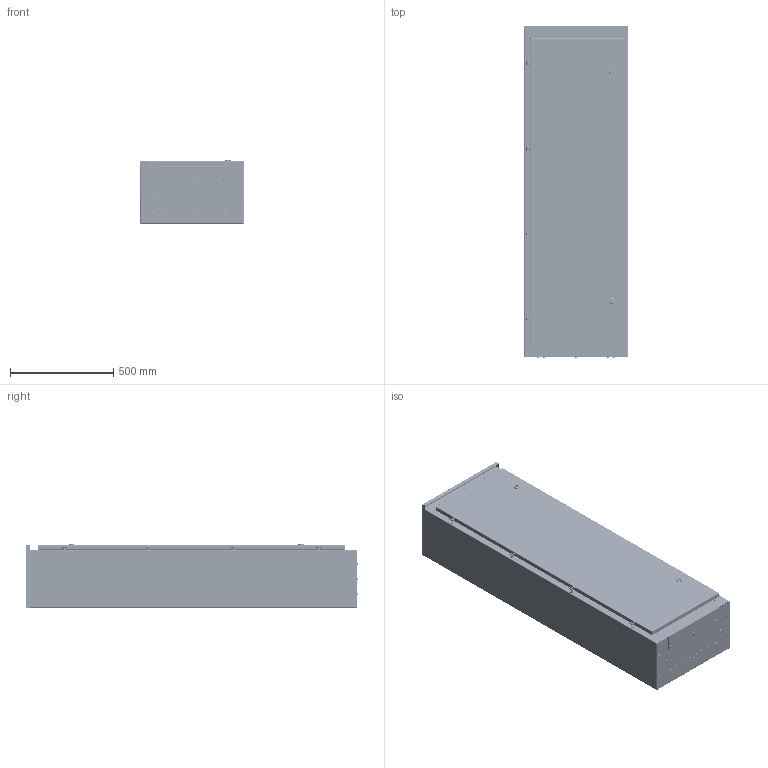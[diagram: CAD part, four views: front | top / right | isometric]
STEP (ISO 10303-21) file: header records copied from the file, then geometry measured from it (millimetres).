
FILE_DESCRIPTION (( 'STEP AP214' ), '1' );
FILE_NAME ('ØÐÑ-2 IP54.STEP', '2020-12-07T13:05:52', ( '' ), ( '' ), 'SwSTEP 2.0', 'SolidWorks 2019', '' );
FILE_SCHEMA (( 'AUTOMOTIVE_DESIGN' ));
Length unit declared in the file: millimetre
Products named in the file (27): Øïèëüêà ïðèâàðíàÿ Ì6õ12; ÌÈ-1343.00.00.001 Óãîëîê ìîíòàæíûé; ÌÈ-1886.02.00.000-Äâåðü â ñáîðå; Ïåòëÿ îêîííàÿ; ÓÊ èç ïåíîïîëèóðåòåíà íà äâåðü ÌÈ-1886; ﾘﾐﾑ-2 IP54; ﾌﾈ-1886.02.00.001-ﾄ粢; ﾌﾈ-1886.00.00.002 ﾊ煇鳫; 昈-1886.01.01.002-赶鎀鍧; 昈-1886.04.00.001-眈翴錪; ÌÈ-1886.01.00.001-Øâåëëåð; ÌÈ-1886.01.01.001-Ñòåíêà çàäíÿÿ; ÌÈ-1886.01.00.003-Ïåðåìû÷êà íèæíÿÿ; ﾘ; ÌÈ-1886.00.00.001 Øâåëëåð; ÌÈ-1886.04.00.000-Ïàíåëü â ñáîðå; ÌÈ-1886.01.00.000-Êîðïóñ â ñáîðå; pan head cross recess screw_din_ISO 7045 - M6 x 16 - Z --- 16N; Íàâåñêà îêîííàÿ; Øàéáà êðîâåëüíàÿ 7õ19; ÓÊ èç ïåíîïîëèóðåòåíà íà ïàíåëü ÌÈ-1886; ÌÈ-1886.01.01.000 Ñòåíêà çàäíÿÿ â ñáîðå; hex flange nut_din_Hexagon Flange Nut DIN 6923 - M6 - N; pan head cross recess screw_din_DIN EN ISO 7045 - M6 x 16 - Z - 16N; ÌÈ-1886.01.00.004-Ïåðåìû÷êà âåðõíÿÿ; Çàìîê áîëüøîé; 倘-1886.01.00.002-署赅
Assembly tree (126 placements, depth 4):
  ﾘﾐﾑ-2 IP54
    ÌÈ-1886.01.00.000-Êîðïóñ â ñáîðå
      ÌÈ-1886.01.01.000 Ñòåíêà çàäíÿÿ â ñáîðå
        ÌÈ-1886.01.01.001-Ñòåíêà çàäíÿÿ
        Øïèëüêà ïðèâàðíàÿ Ì6õ12
        昈-1886.01.01.002-赶鎀鍧  x2
      ÌÈ-1886.01.00.004-Ïåðåìû÷êà âåðõíÿÿ
      ÌÈ-1886.01.00.003-Ïåðåìû÷êà íèæíÿÿ
      倘-1886.01.00.002-署赅
      ÌÈ-1886.01.00.001-Øâåëëåð  x6
    ÌÈ-1886.02.00.000-Äâåðü â ñáîðå
      ﾌﾈ-1886.02.00.001-ﾄ粢
      Øïèëüêà ïðèâàðíàÿ Ì6õ12
      ÓÊ èç ïåíîïîëèóðåòåíà íà äâåðü ÌÈ-1886
      Çàìîê áîëüøîé  x2
    Ïåòëÿ îêîííàÿ  x4
    Íàâåñêà îêîííàÿ  x4
    ﾘ  x4
    hex flange nut_din_Hexagon Flange Nut DIN 6923 - M6 - N  x40
    Øàéáà êðîâåëüíàÿ 7õ19  x16
    ÌÈ-1343.00.00.001 Óãîëîê ìîíòàæíûé  x2
    ﾌﾈ-1886.00.00.002 ﾊ煇鳫  x2
    ÌÈ-1886.00.00.001 Øâåëëåð  x4
    pan head cross recess screw_din_DIN EN ISO 7045 - M6 x 16 - Z - 16N  x3
    pan head cross recess screw_din_ISO 7045 - M6 x 16 - Z --- 16N  x23
    ÌÈ-1886.04.00.000-Ïàíåëü â ñáîðå
      昈-1886.04.00.001-眈翴錪
      ÓÊ èç ïåíîïîëèóðåòåíà íà ïàíåëü ÌÈ-1886
Bounding box: 505 x 1604.48 x 308.8 mm (x, y, z)
Volume: 3998991.9 mm3; surface area: 7611148.6 mm2
Topology: 122 solids, 132 shells, 4842 faces, 11952 edges, 7400 vertices
Faces by surface type: plane 2138, cylinder 1490, cone 644, bspline 262, torus 256, sphere 52
Entity records: 42798 total; most frequent: CARTESIAN_POINT 8459, DIRECTION 7157, ORIENTED_EDGE 6584, EDGE_CURVE 3292, AXIS2_PLACEMENT_3D 2575, VERTEX_POINT 2077, VECTOR 2007, LINE 2007
